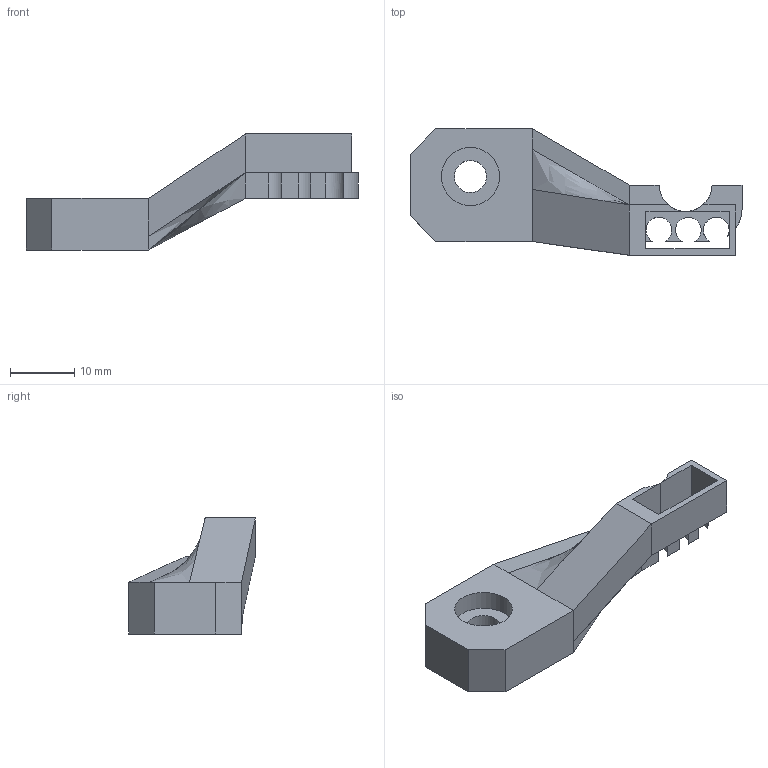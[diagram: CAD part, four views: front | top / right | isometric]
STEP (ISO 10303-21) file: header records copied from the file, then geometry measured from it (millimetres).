
FILE_DESCRIPTION(/* description */ (''),/* implementation_level */ '2;1');
FILE_NAME(/* name */ 'Z-EndStop.step',/* time_stamp */ '2023-01-03T17:15:39+08:00',/* author */ (''),/* organization */ (''),/* preprocessor_version */ 'ST-DEVELOPER v19.2',/* originating_system */ 'Autodesk Translation Framework v11.17.0.187',/* authorisation */ '');
FILE_SCHEMA (('AUTOMOTIVE_DESIGN { 1 0 10303 214 3 1 1 }'));
Length unit declared in the file: millimetre
Products named in the file (1): Z-EndStop
Bounding box: 51.5 x 19.65 x 18 mm (x, y, z)
Volume: 4521.3 mm3; surface area: 2863.9 mm2
Topology: 1 solids, 1 shells, 47 faces, 120 edges, 74 vertices
Faces by surface type: plane 36, cylinder 8, bspline 3
Full cylindrical faces by diameter (mm): 5 x1, 9 x1
Entity records: 1477 total; most frequent: CARTESIAN_POINT 288, ORIENTED_EDGE 242, DIRECTION 234, EDGE_CURVE 121, LINE 98, VECTOR 98, VERTEX_POINT 74, AXIS2_PLACEMENT_3D 68
